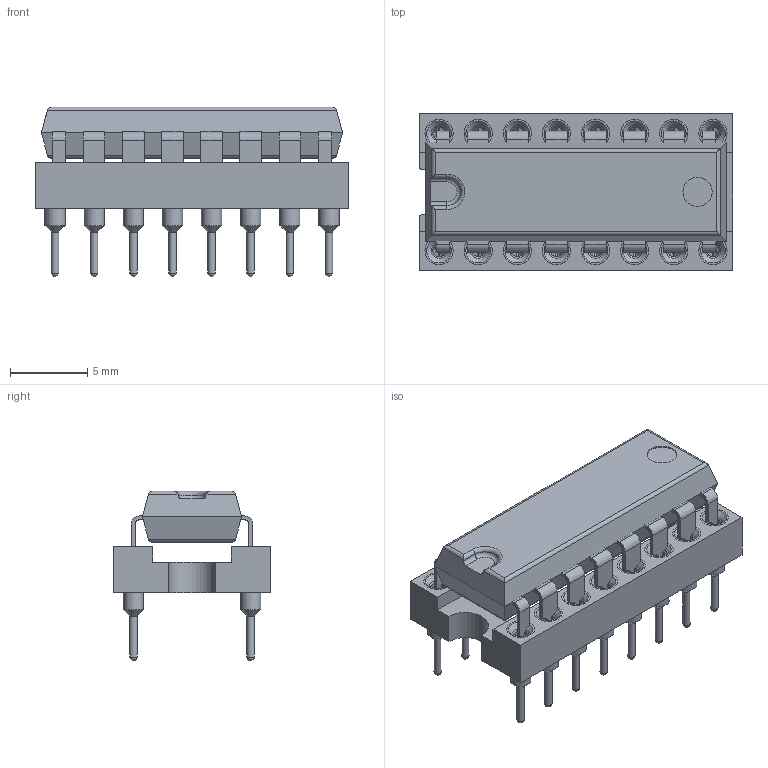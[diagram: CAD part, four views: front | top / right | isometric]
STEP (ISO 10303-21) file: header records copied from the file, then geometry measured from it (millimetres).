
FILE_DESCRIPTION(('STEP AP214'), '1');
FILE_NAME('DIP on SCxM', '', ('UNSPECIFIED'), ('UNSPECIFIED'), 'ASCON STEP Converter 1.6', 'ASCON Math Kernel', '');
FILE_SCHEMA(('AUTOMOTIVE_DESIGN { 1 0 10303 214 3 1 1}'));
Length unit declared in the file: millimetre
Products named in the file (3): SCSM; DIP
Assembly tree (2 placements, depth 2):
  (unnamed)
    SCSM
    DIP
Bounding box: 20.32 x 10.16 x 11 mm (x, y, z)
Volume: 738.6 mm3; surface area: 2096 mm2
Topology: 50 solids, 50 shells, 935 faces, 2165 edges, 1316 vertices
Faces by surface type: plane 548, cone 192, cylinder 177, sphere 16, torus 2
Full cylindrical faces by diameter (mm): 0.48 x16, 0.8 x16, 1 x32, 1.32 x32, 1.83 x32, 1.9 x1, 2.8 x2
Entity records: 35187 total; most frequent: CARTESIAN_POINT 7002, DIRECTION 4263, ORIENTED_EDGE 3844, EDGE_CURVE 1922, AXIS2_PLACEMENT_3D 1673, VERTEX_POINT 1284, EDGE_LOOP 1198, COLOUR_RGB 985
